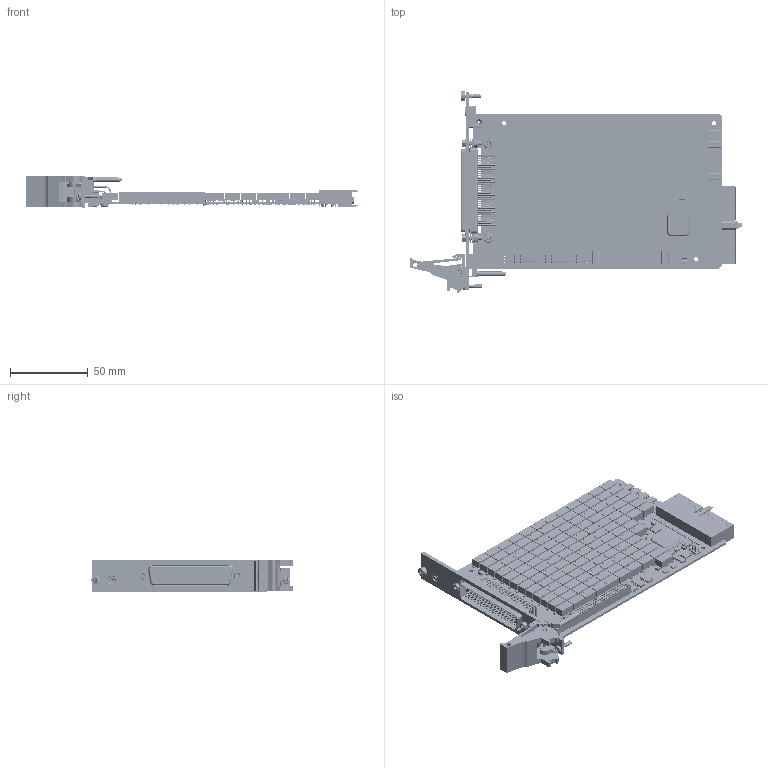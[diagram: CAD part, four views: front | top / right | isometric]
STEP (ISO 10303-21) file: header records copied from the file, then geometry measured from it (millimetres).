
FILE_DESCRIPTION (( 'STEP AP214' ), '1' );
FILE_NAME ('40-528A-001 PXI 32x4 1PL 2A 60w Matrix Module.STEP', '2013-08-28T10:26:03', ( 'admin' ), ( '' ), 'SwSTEP 2.0', 'SolidWorks 2012', '' );
FILE_SCHEMA (( 'AUTOMOTIVE_DESIGN' ));
Length unit declared in the file: millimetre
Products named in the file (1): 40-528A-001 PXI 32x4 1PL 2A 60w Matrix Module
Bounding box: 214.01 x 129.67 x 20 mm (x, y, z)
Surface area: 98294.9 mm2 (no closed solid volume)
Topology: 0 solids, 2020 shells, 7610 faces, 25890 edges, 19455 vertices
Faces by surface type: plane 4865, cylinder 2603, torus 89, cone 38, bspline 9, sphere 6
Full cylindrical faces by diameter (mm): 0.4 x1040, 0.55 x4, 0.6 x110, 0.7 x3, 0.711 x5, 0.75 x666, 0.98 x1, 1 x110, 1.01 x32, 1.4 x6, 1.496 x2, 2 x6, 2.05 x3, 2.45 x1, 2.5 x6, 2.6 x1, 2.7 x2, 2.701 x2, 2.8 x1, 3 x3, 4.7 x1, 4.85 x2, 5 x4, 5.2 x2, 5.3 x1, 5.5 x2, 5.7 x2, 6 x1, 6.1 x1
Entity records: 360668 total; most frequent: CARTESIAN_POINT 59444, DIRECTION 45389, ORIENTED_EDGE 33065, EDGE_CURVE 23580, VERTEX_POINT 19253, VECTOR 15701, LINE 15701, AXIS2_PLACEMENT_3D 14844
